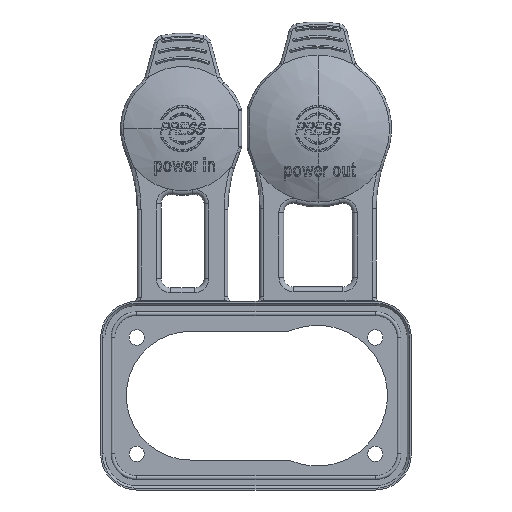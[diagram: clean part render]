
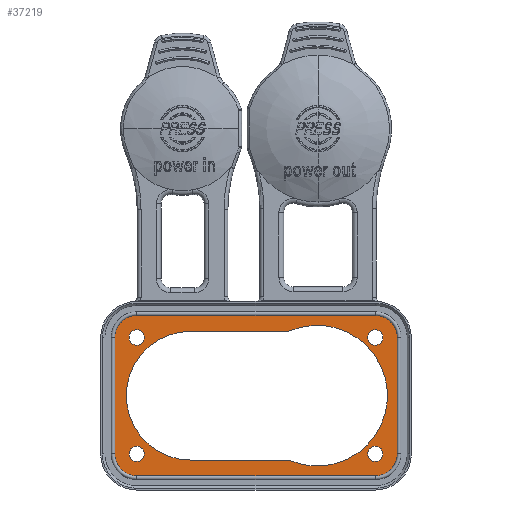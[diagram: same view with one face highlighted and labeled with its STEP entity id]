
A CAD part, top view. The second image highlights one B-rep face of the part: STEP entity #37219.
In plain terms, the highlighted planar face has unit normal (0, 0, 1).
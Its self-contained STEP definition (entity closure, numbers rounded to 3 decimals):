
#14283=CARTESIAN_POINT('',(-25.,12.2,1.));
#14284=DIRECTION('',(0.,0.,-1.));
#14285=DIRECTION('',(-1.,0.,0.));
#14286=AXIS2_PLACEMENT_3D('',#14283,#14284,#14285);
#14288=CARTESIAN_POINT('',(-25.,12.2,1.));
#14289=DIRECTION('',(0.,0.,-1.));
#14290=DIRECTION('',(1.,0.,0.));
#14291=AXIS2_PLACEMENT_3D('',#14288,#14289,#14290);
#14293=CARTESIAN_POINT('',(-25.,-12.2,1.));
#14294=DIRECTION('',(0.,0.,-1.));
#14295=DIRECTION('',(-1.,0.,0.));
#14296=AXIS2_PLACEMENT_3D('',#14293,#14294,#14295);
#14298=CARTESIAN_POINT('',(-25.,-12.2,1.));
#14299=DIRECTION('',(0.,0.,-1.));
#14300=DIRECTION('',(1.,0.,0.));
#14301=AXIS2_PLACEMENT_3D('',#14298,#14299,#14300);
#14303=CARTESIAN_POINT('',(25.,12.2,1.));
#14304=DIRECTION('',(0.,0.,-1.));
#14305=DIRECTION('',(-1.,0.,0.));
#14306=AXIS2_PLACEMENT_3D('',#14303,#14304,#14305);
#14308=CARTESIAN_POINT('',(25.,12.2,1.));
#14309=DIRECTION('',(0.,0.,-1.));
#14310=DIRECTION('',(1.,0.,0.));
#14311=AXIS2_PLACEMENT_3D('',#14308,#14309,#14310);
#14313=CARTESIAN_POINT('',(25.,-12.2,1.));
#14314=DIRECTION('',(0.,0.,-1.));
#14315=DIRECTION('',(-1.,0.,0.));
#14316=AXIS2_PLACEMENT_3D('',#14313,#14314,#14315);
#14318=CARTESIAN_POINT('',(25.,-12.2,1.));
#14319=DIRECTION('',(0.,0.,-1.));
#14320=DIRECTION('',(1.,0.,0.));
#14321=AXIS2_PLACEMENT_3D('',#14318,#14319,#14320);
#14323=DIRECTION('',(1.,0.,0.));
#14324=VECTOR('',#14323,20.558);
#14325=CARTESIAN_POINT('',(-13.7,13.5,1.));
#14326=LINE('',#14325,#14324);
#14327=CARTESIAN_POINT('',(-13.7,0.,1.));
#14328=DIRECTION('',(0.,0.,-1.));
#14329=DIRECTION('',(0.,-1.,0.));
#14330=AXIS2_PLACEMENT_3D('',#14327,#14328,#14329);
#14332=DIRECTION('',(-1.,0.,0.));
#14333=VECTOR('',#14332,20.558);
#14334=CARTESIAN_POINT('',(6.858,-13.5,1.));
#14335=LINE('',#14334,#14333);
#14336=CARTESIAN_POINT('',(12.8,0.,1.));
#14337=DIRECTION('',(0.,0.,-1.));
#14338=DIRECTION('',(-0.403,0.915,0.));
#14339=AXIS2_PLACEMENT_3D('',#14336,#14337,#14338);
#14413=CARTESIAN_POINT('',(-25.,12.2,1.));
#14414=DIRECTION('',(0.,0.,1.));
#14415=DIRECTION('',(0.,1.,0.));
#14416=AXIS2_PLACEMENT_3D('',#14413,#14414,#14415);
#14418=DIRECTION('',(-1.,0.,0.));
#14419=VECTOR('',#14418,50.);
#14420=CARTESIAN_POINT('',(25.,16.813,1.));
#14421=LINE('',#14420,#14419);
#14422=CARTESIAN_POINT('',(25.,12.2,1.));
#14423=DIRECTION('',(0.,0.,1.));
#14424=DIRECTION('',(1.,0.,0.));
#14425=AXIS2_PLACEMENT_3D('',#14422,#14423,#14424);
#14427=DIRECTION('',(0.,1.,0.));
#14428=VECTOR('',#14427,24.4);
#14429=CARTESIAN_POINT('',(29.613,-12.2,1.));
#14430=LINE('',#14429,#14428);
#14431=CARTESIAN_POINT('',(25.,-12.2,1.));
#14432=DIRECTION('',(0.,0.,1.));
#14433=DIRECTION('',(0.,-1.,0.));
#14434=AXIS2_PLACEMENT_3D('',#14431,#14432,#14433);
#14436=DIRECTION('',(1.,0.,0.));
#14437=VECTOR('',#14436,50.);
#14438=CARTESIAN_POINT('',(-25.,-16.813,1.));
#14439=LINE('',#14438,#14437);
#14440=CARTESIAN_POINT('',(-25.,-12.2,1.));
#14441=DIRECTION('',(0.,0.,1.));
#14442=DIRECTION('',(-1.,0.,0.));
#14443=AXIS2_PLACEMENT_3D('',#14440,#14441,#14442);
#14445=DIRECTION('',(0.,-1.,0.));
#14446=VECTOR('',#14445,24.4);
#14447=CARTESIAN_POINT('',(-29.613,12.2,1.));
#14448=LINE('',#14447,#14446);
#15109=CARTESIAN_POINT('',(-26.6,12.2,1.));
#15110=CARTESIAN_POINT('',(-23.4,12.2,1.));
#15111=VERTEX_POINT('',#15109);
#15112=VERTEX_POINT('',#15110);
#15113=CARTESIAN_POINT('',(-26.6,-12.2,1.));
#15114=CARTESIAN_POINT('',(-23.4,-12.2,1.));
#15115=VERTEX_POINT('',#15113);
#15116=VERTEX_POINT('',#15114);
#15117=CARTESIAN_POINT('',(23.4,12.2,1.));
#15118=CARTESIAN_POINT('',(26.6,12.2,1.));
#15119=VERTEX_POINT('',#15117);
#15120=VERTEX_POINT('',#15118);
#15121=CARTESIAN_POINT('',(23.4,-12.2,1.));
#15122=CARTESIAN_POINT('',(26.6,-12.2,1.));
#15123=VERTEX_POINT('',#15121);
#15124=VERTEX_POINT('',#15122);
#15133=CARTESIAN_POINT('',(-13.7,13.5,1.));
#15134=CARTESIAN_POINT('',(6.858,13.5,1.));
#15135=VERTEX_POINT('',#15133);
#15136=VERTEX_POINT('',#15134);
#15137=CARTESIAN_POINT('',(6.858,-13.5,1.));
#15138=CARTESIAN_POINT('',(-13.7,-13.5,1.));
#15139=VERTEX_POINT('',#15137);
#15140=VERTEX_POINT('',#15138);
#15273=CARTESIAN_POINT('',(-25.,16.813,1.));
#15274=CARTESIAN_POINT('',(-29.613,12.2,1.));
#15275=VERTEX_POINT('',#15273);
#15276=VERTEX_POINT('',#15274);
#15277=CARTESIAN_POINT('',(-29.613,-12.2,1.));
#15278=VERTEX_POINT('',#15277);
#15283=CARTESIAN_POINT('',(-25.,-16.813,1.));
#15284=VERTEX_POINT('',#15283);
#15285=CARTESIAN_POINT('',(25.,-16.813,1.));
#15286=VERTEX_POINT('',#15285);
#15291=CARTESIAN_POINT('',(29.613,-12.2,1.));
#15292=VERTEX_POINT('',#15291);
#15293=CARTESIAN_POINT('',(29.613,12.2,1.));
#15294=VERTEX_POINT('',#15293);
#15299=CARTESIAN_POINT('',(25.,16.813,1.));
#15300=VERTEX_POINT('',#15299);
#37162=CARTESIAN_POINT('',(0.,0.,1.));
#37163=DIRECTION('',(0.,0.,1.));
#37164=DIRECTION('',(1.,0.,0.));
#37165=AXIS2_PLACEMENT_3D('',#37162,#37163,#37164);
#37166=PLANE('',#37165);
#37168=ORIENTED_EDGE('',*,*,#37167,.F.);
#37170=ORIENTED_EDGE('',*,*,#37169,.F.);
#37172=ORIENTED_EDGE('',*,*,#37171,.F.);
#37174=ORIENTED_EDGE('',*,*,#37173,.F.);
#37176=ORIENTED_EDGE('',*,*,#37175,.F.);
#37178=ORIENTED_EDGE('',*,*,#37177,.F.);
#37180=ORIENTED_EDGE('',*,*,#37179,.F.);
#37182=ORIENTED_EDGE('',*,*,#37181,.F.);
#37183=EDGE_LOOP('',(#37168,#37170,#37172,#37174,#37176,#37178,#37180,#37182));
#37184=FACE_OUTER_BOUND('',#37183,.F.);
#37186=ORIENTED_EDGE('',*,*,#37185,.F.);
#37188=ORIENTED_EDGE('',*,*,#37187,.F.);
#37189=EDGE_LOOP('',(#37186,#37188));
#37190=FACE_BOUND('',#37189,.F.);
#37192=ORIENTED_EDGE('',*,*,#37191,.F.);
#37194=ORIENTED_EDGE('',*,*,#37193,.F.);
#37195=EDGE_LOOP('',(#37192,#37194));
#37196=FACE_BOUND('',#37195,.F.);
#37198=ORIENTED_EDGE('',*,*,#37197,.F.);
#37200=ORIENTED_EDGE('',*,*,#37199,.F.);
#37201=EDGE_LOOP('',(#37198,#37200));
#37202=FACE_BOUND('',#37201,.F.);
#37204=ORIENTED_EDGE('',*,*,#37203,.F.);
#37206=ORIENTED_EDGE('',*,*,#37205,.F.);
#37207=EDGE_LOOP('',(#37204,#37206));
#37208=FACE_BOUND('',#37207,.F.);
#37210=ORIENTED_EDGE('',*,*,#37209,.F.);
#37212=ORIENTED_EDGE('',*,*,#37211,.F.);
#37214=ORIENTED_EDGE('',*,*,#37213,.F.);
#37216=ORIENTED_EDGE('',*,*,#37215,.F.);
#37217=EDGE_LOOP('',(#37210,#37212,#37214,#37216));
#37218=FACE_BOUND('',#37217,.F.);
#37219=ADVANCED_FACE('',(#37184,#37190,#37196,#37202,#37208,#37218),#37166,.T.);
#14287=CIRCLE('',#14286,1.6);
#14292=CIRCLE('',#14291,1.6);
#14297=CIRCLE('',#14296,1.6);
#14302=CIRCLE('',#14301,1.6);
#14307=CIRCLE('',#14306,1.6);
#14312=CIRCLE('',#14311,1.6);
#14317=CIRCLE('',#14316,1.6);
#14322=CIRCLE('',#14321,1.6);
#14331=CIRCLE('',#14330,13.5);
#14340=CIRCLE('',#14339,14.75);
#14417=CIRCLE('',#14416,4.613);
#14426=CIRCLE('',#14425,4.613);
#14435=CIRCLE('',#14434,4.613);
#14444=CIRCLE('',#14443,4.613);
#37167=EDGE_CURVE('',#15275,#15276,#14417,.T.);
#37169=EDGE_CURVE('',#15300,#15275,#14421,.T.);
#37171=EDGE_CURVE('',#15294,#15300,#14426,.T.);
#37173=EDGE_CURVE('',#15292,#15294,#14430,.T.);
#37175=EDGE_CURVE('',#15286,#15292,#14435,.T.);
#37177=EDGE_CURVE('',#15284,#15286,#14439,.T.);
#37179=EDGE_CURVE('',#15278,#15284,#14444,.T.);
#37181=EDGE_CURVE('',#15276,#15278,#14448,.T.);
#37185=EDGE_CURVE('',#15111,#15112,#14287,.T.);
#37187=EDGE_CURVE('',#15112,#15111,#14292,.T.);
#37191=EDGE_CURVE('',#15115,#15116,#14297,.T.);
#37193=EDGE_CURVE('',#15116,#15115,#14302,.T.);
#37197=EDGE_CURVE('',#15119,#15120,#14307,.T.);
#37199=EDGE_CURVE('',#15120,#15119,#14312,.T.);
#37203=EDGE_CURVE('',#15123,#15124,#14317,.T.);
#37205=EDGE_CURVE('',#15124,#15123,#14322,.T.);
#37209=EDGE_CURVE('',#15135,#15136,#14326,.T.);
#37211=EDGE_CURVE('',#15140,#15135,#14331,.T.);
#37213=EDGE_CURVE('',#15139,#15140,#14335,.T.);
#37215=EDGE_CURVE('',#15136,#15139,#14340,.T.);
